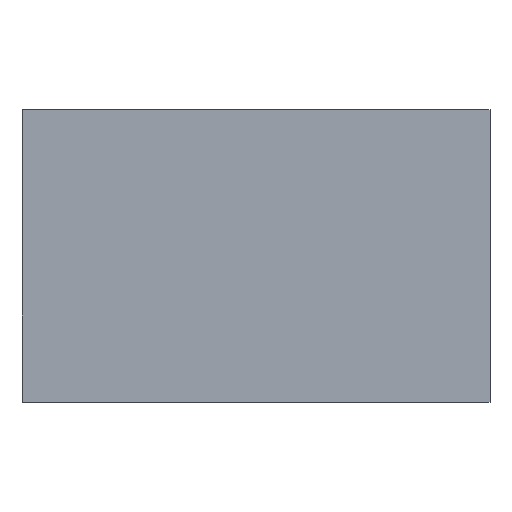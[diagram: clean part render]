
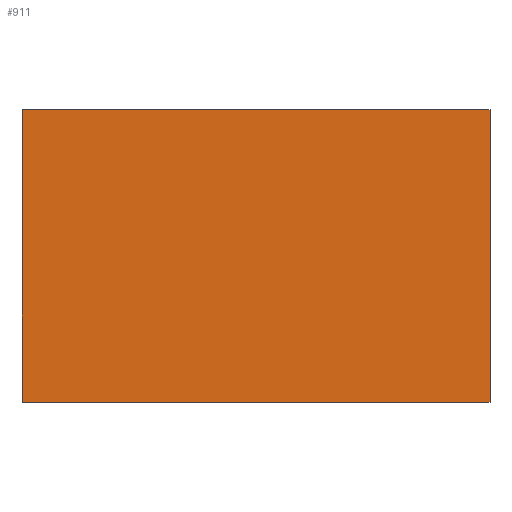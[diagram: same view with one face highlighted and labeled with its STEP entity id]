
A CAD part, top view. The second image highlights one B-rep face of the part: STEP entity #911.
In plain terms, the highlighted planar face has unit normal (0, 0, 1).
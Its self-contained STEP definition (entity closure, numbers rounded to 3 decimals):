
#94=LINE('',#1745,#173);
#96=LINE('',#1749,#175);
#98=LINE('',#1753,#177);
#100=LINE('',#1756,#179);
#173=VECTOR('',#1072,10.);
#175=VECTOR('',#1076,10.);
#177=VECTOR('',#1080,10.);
#179=VECTOR('',#1084,10.);
#258=FACE_OUTER_BOUND('',#313,.T.);
#313=EDGE_LOOP('',(#826,#827,#828,#829));
#447=VERTEX_POINT('',#1742);
#448=VERTEX_POINT('',#1744);
#449=VERTEX_POINT('',#1748);
#450=VERTEX_POINT('',#1752);
#573=EDGE_CURVE('',#447,#448,#94,.T.);
#575=EDGE_CURVE('',#448,#449,#96,.T.);
#577=EDGE_CURVE('',#449,#450,#98,.T.);
#579=EDGE_CURVE('',#450,#447,#100,.T.);
#826=ORIENTED_EDGE('',*,*,#573,.F.);
#827=ORIENTED_EDGE('',*,*,#579,.F.);
#828=ORIENTED_EDGE('',*,*,#577,.F.);
#829=ORIENTED_EDGE('',*,*,#575,.F.);
#861=PLANE('',#956);
#911=ADVANCED_FACE('',(#258),#861,.T.);
#956=AXIS2_PLACEMENT_3D('',#1757,#1085,#1086);
#1072=DIRECTION('',(0.,-1.,0.));
#1076=DIRECTION('',(-1.,0.,0.));
#1080=DIRECTION('',(0.,1.,0.));
#1084=DIRECTION('',(1.,0.,0.));
#1085=DIRECTION('center_axis',(0.,0.,1.));
#1086=DIRECTION('ref_axis',(1.,0.,0.));
#1742=CARTESIAN_POINT('',(1.,0.625,0.5));
#1744=CARTESIAN_POINT('',(1.,-0.625,0.5));
#1745=CARTESIAN_POINT('',(1.,0.625,0.5));
#1748=CARTESIAN_POINT('',(-1.,-0.625,0.5));
#1749=CARTESIAN_POINT('',(1.,-0.625,0.5));
#1752=CARTESIAN_POINT('',(-1.,0.625,0.5));
#1753=CARTESIAN_POINT('',(-1.,-0.625,0.5));
#1756=CARTESIAN_POINT('',(-1.,0.625,0.5));
#1757=CARTESIAN_POINT('Origin',(0.,0.,0.5));
